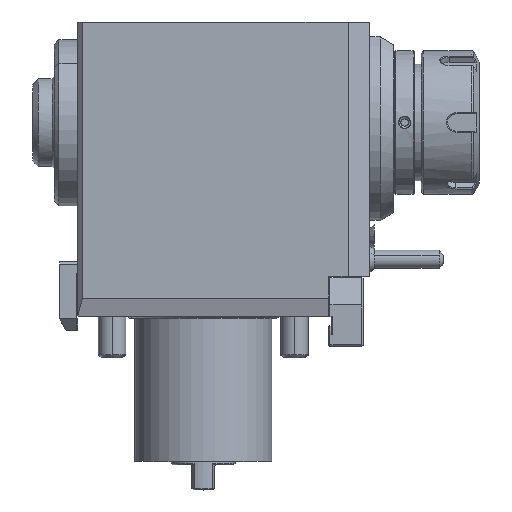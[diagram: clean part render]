
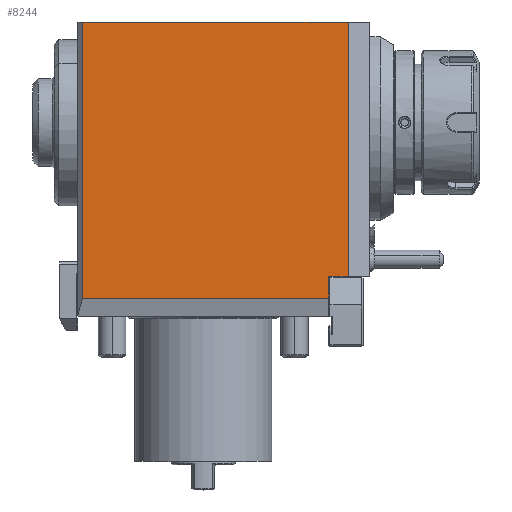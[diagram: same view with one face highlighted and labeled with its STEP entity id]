
A CAD part, top view. The second image highlights one B-rep face of the part: STEP entity #8244.
In plain terms, the highlighted planar face has unit normal (0, 0, 1).
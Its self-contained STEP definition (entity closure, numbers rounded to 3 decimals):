
#129=DIRECTION('',(1.,0.,0.));
#130=VECTOR('',#129,108.);
#131=CARTESIAN_POINT('',(-53.,5.3,50.));
#132=LINE('',#131,#130);
#149=DIRECTION('',(0.,1.,0.));
#150=VECTOR('',#149,121.);
#151=CARTESIAN_POINT('',(-53.,5.3,50.));
#152=LINE('',#151,#150);
#153=DIRECTION('',(0.,-1.,0.));
#154=VECTOR('',#153,9.5);
#155=CARTESIAN_POINT('',(55.,14.8,50.));
#156=LINE('',#155,#154);
#161=DIRECTION('',(1.,0.,0.));
#162=VECTOR('',#161,116.474);
#163=CARTESIAN_POINT('',(-53.,126.3,50.));
#164=LINE('',#163,#162);
#181=DIRECTION('',(0.,1.,0.));
#182=VECTOR('',#181,111.5);
#183=CARTESIAN_POINT('',(63.474,14.8,50.));
#184=LINE('',#183,#182);
#274=DIRECTION('',(1.,0.,0.));
#275=VECTOR('',#274,8.474);
#276=CARTESIAN_POINT('',(55.,14.8,50.));
#277=LINE('',#276,#275);
#7148=CARTESIAN_POINT('',(-53.,5.3,50.));
#7150=VERTEX_POINT('',#7148);
#7875=CARTESIAN_POINT('',(-53.,126.3,50.));
#7876=VERTEX_POINT('',#7875);
#7877=CARTESIAN_POINT('',(63.474,126.3,50.));
#7878=VERTEX_POINT('',#7877);
#7883=CARTESIAN_POINT('',(63.474,14.8,50.));
#7885=VERTEX_POINT('',#7883);
#7889=CARTESIAN_POINT('',(55.,14.8,50.));
#7890=VERTEX_POINT('',#7889);
#7897=CARTESIAN_POINT('',(55.,5.3,50.));
#7898=VERTEX_POINT('',#7897);
#8226=CARTESIAN_POINT('',(73.,-2.7,50.));
#8227=DIRECTION('',(0.,0.,1.));
#8228=DIRECTION('',(0.,1.,0.));
#8229=AXIS2_PLACEMENT_3D('',#8226,#8227,#8228);
#8230=PLANE('',#8229);
#8232=ORIENTED_EDGE('',*,*,#8231,.T.);
#8234=ORIENTED_EDGE('',*,*,#8233,.T.);
#8236=ORIENTED_EDGE('',*,*,#8235,.F.);
#8238=ORIENTED_EDGE('',*,*,#8237,.F.);
#8240=ORIENTED_EDGE('',*,*,#8239,.T.);
#8241=ORIENTED_EDGE('',*,*,#8211,.F.);
#8242=EDGE_LOOP('',(#8232,#8234,#8236,#8238,#8240,#8241));
#8243=FACE_OUTER_BOUND('',#8242,.F.);
#8211=EDGE_CURVE('',#7150,#7898,#132,.T.);
#8231=EDGE_CURVE('',#7150,#7876,#152,.T.);
#8233=EDGE_CURVE('',#7876,#7878,#164,.T.);
#8235=EDGE_CURVE('',#7885,#7878,#184,.T.);
#8237=EDGE_CURVE('',#7890,#7885,#277,.T.);
#8239=EDGE_CURVE('',#7890,#7898,#156,.T.);
#8244=ADVANCED_FACE('',(#8243),#8230,.T.);
